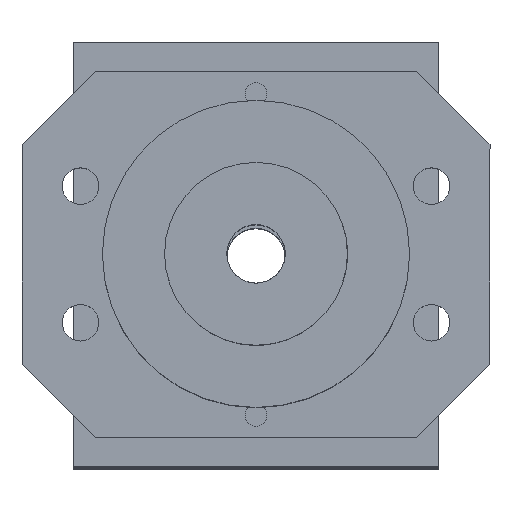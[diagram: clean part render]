
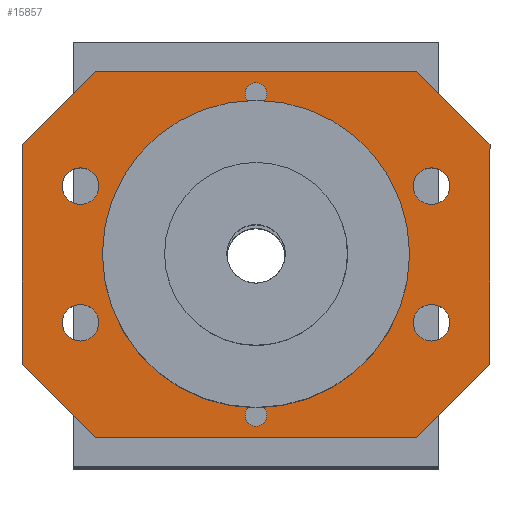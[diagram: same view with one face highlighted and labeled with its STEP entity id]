
A CAD part, top view. The second image highlights one B-rep face of the part: STEP entity #15857.
In plain terms, the highlighted planar face has unit normal (0, 0, 1).
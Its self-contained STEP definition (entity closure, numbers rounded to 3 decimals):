
#256=FACE_BOUND('',#1426,.T.);
#257=FACE_BOUND('',#1427,.T.);
#258=FACE_BOUND('',#1428,.T.);
#259=FACE_BOUND('',#1429,.T.);
#260=FACE_BOUND('',#1430,.T.);
#261=FACE_BOUND('',#1431,.T.);
#262=FACE_BOUND('',#1432,.T.);
#384=PLANE('',#16991);
#495=FACE_OUTER_BOUND('',#1425,.T.);
#1425=EDGE_LOOP('',(#10151,#10152,#10153,#10154,#10155,#10156,#10157,#10158));
#1426=EDGE_LOOP('',(#10159));
#1427=EDGE_LOOP('',(#10160));
#1428=EDGE_LOOP('',(#10161));
#1429=EDGE_LOOP('',(#10162));
#1430=EDGE_LOOP('',(#10163));
#1431=EDGE_LOOP('',(#10164));
#1432=EDGE_LOOP('',(#10165));
#2420=LINE('',#25628,#3304);
#2424=LINE('',#25636,#3308);
#2427=LINE('',#25642,#3311);
#2430=LINE('',#25648,#3314);
#2433=LINE('',#25654,#3317);
#2436=LINE('',#25660,#3320);
#2439=LINE('',#25666,#3323);
#2442=LINE('',#25671,#3326);
#3304=VECTOR('',#19643,10.);
#3308=VECTOR('',#19649,10.);
#3311=VECTOR('',#19654,10.);
#3314=VECTOR('',#19659,10.);
#3317=VECTOR('',#19664,10.);
#3320=VECTOR('',#19669,10.);
#3323=VECTOR('',#19674,10.);
#3326=VECTOR('',#19679,10.);
#4186=CIRCLE('',#16959,2.5);
#4188=CIRCLE('',#16962,1.5);
#4190=CIRCLE('',#16965,2.5);
#4192=CIRCLE('',#16968,2.5);
#4194=CIRCLE('',#16971,1.5);
#4196=CIRCLE('',#16974,2.5);
#4199=CIRCLE('',#16988,9.1);
#5806=VERTEX_POINT('',#25592);
#5808=VERTEX_POINT('',#25598);
#5810=VERTEX_POINT('',#25604);
#5812=VERTEX_POINT('',#25610);
#5814=VERTEX_POINT('',#25616);
#5816=VERTEX_POINT('',#25622);
#5817=VERTEX_POINT('',#25626);
#5818=VERTEX_POINT('',#25627);
#5821=VERTEX_POINT('',#25635);
#5823=VERTEX_POINT('',#25641);
#5825=VERTEX_POINT('',#25647);
#5827=VERTEX_POINT('',#25653);
#5829=VERTEX_POINT('',#25659);
#5831=VERTEX_POINT('',#25665);
#5835=VERTEX_POINT('',#25680);
#7504=EDGE_CURVE('',#5806,#5806,#4186,.T.);
#7507=EDGE_CURVE('',#5808,#5808,#4188,.T.);
#7510=EDGE_CURVE('',#5810,#5810,#4190,.T.);
#7513=EDGE_CURVE('',#5812,#5812,#4192,.T.);
#7516=EDGE_CURVE('',#5814,#5814,#4194,.T.);
#7519=EDGE_CURVE('',#5816,#5816,#4196,.T.);
#7520=EDGE_CURVE('',#5817,#5818,#2420,.T.);
#7524=EDGE_CURVE('',#5821,#5818,#2424,.T.);
#7527=EDGE_CURVE('',#5823,#5821,#2427,.T.);
#7530=EDGE_CURVE('',#5825,#5823,#2430,.T.);
#7533=EDGE_CURVE('',#5825,#5827,#2433,.T.);
#7536=EDGE_CURVE('',#5829,#5827,#2436,.T.);
#7539=EDGE_CURVE('',#5831,#5829,#2439,.T.);
#7542=EDGE_CURVE('',#5817,#5831,#2442,.T.);
#7546=EDGE_CURVE('',#5835,#5835,#4199,.T.);
#10151=ORIENTED_EDGE('',*,*,#7542,.F.);
#10152=ORIENTED_EDGE('',*,*,#7520,.T.);
#10153=ORIENTED_EDGE('',*,*,#7524,.F.);
#10154=ORIENTED_EDGE('',*,*,#7527,.F.);
#10155=ORIENTED_EDGE('',*,*,#7530,.F.);
#10156=ORIENTED_EDGE('',*,*,#7533,.T.);
#10157=ORIENTED_EDGE('',*,*,#7536,.F.);
#10158=ORIENTED_EDGE('',*,*,#7539,.F.);
#10159=ORIENTED_EDGE('',*,*,#7504,.T.);
#10160=ORIENTED_EDGE('',*,*,#7507,.T.);
#10161=ORIENTED_EDGE('',*,*,#7510,.T.);
#10162=ORIENTED_EDGE('',*,*,#7513,.T.);
#10163=ORIENTED_EDGE('',*,*,#7516,.T.);
#10164=ORIENTED_EDGE('',*,*,#7519,.T.);
#10165=ORIENTED_EDGE('',*,*,#7546,.T.);
#15857=ADVANCED_FACE('',(#495,#256,#257,#258,#259,#260,#261,#262),#384,
 .T.);
#16959=AXIS2_PLACEMENT_3D('',#25594,#19604,#19605);
#16962=AXIS2_PLACEMENT_3D('',#25600,#19611,#19612);
#16965=AXIS2_PLACEMENT_3D('',#25606,#19618,#19619);
#16968=AXIS2_PLACEMENT_3D('',#25612,#19625,#19626);
#16971=AXIS2_PLACEMENT_3D('',#25618,#19632,#19633);
#16974=AXIS2_PLACEMENT_3D('',#25624,#19639,#19640);
#16988=AXIS2_PLACEMENT_3D('',#25681,#19691,#19692);
#16991=AXIS2_PLACEMENT_3D('',#25687,#19700,#19701);
#19604=DIRECTION('center_axis',(0.,0.,-1.));
#19605=DIRECTION('ref_axis',(-1.,0.,0.));
#19611=DIRECTION('center_axis',(0.,0.,-1.));
#19612=DIRECTION('ref_axis',(-1.,0.,0.));
#19618=DIRECTION('center_axis',(0.,0.,-1.));
#19619=DIRECTION('ref_axis',(-1.,0.,0.));
#19625=DIRECTION('center_axis',(0.,0.,-1.));
#19626=DIRECTION('ref_axis',(-1.,0.,0.));
#19632=DIRECTION('center_axis',(0.,0.,-1.));
#19633=DIRECTION('ref_axis',(-1.,0.,0.));
#19639=DIRECTION('center_axis',(0.,0.,-1.));
#19640=DIRECTION('ref_axis',(-1.,0.,0.));
#19643=DIRECTION('',(-0.707,0.707,0.));
#19649=DIRECTION('',(1.,0.,0.));
#19654=DIRECTION('',(0.707,0.707,0.));
#19659=DIRECTION('',(0.,1.,0.));
#19664=DIRECTION('',(0.707,-0.707,0.));
#19669=DIRECTION('',(-1.,0.,0.));
#19674=DIRECTION('',(-0.707,-0.707,0.));
#19679=DIRECTION('',(0.,-1.,0.));
#19691=DIRECTION('center_axis',(0.,0.,-1.));
#19692=DIRECTION('ref_axis',(-1.,0.,0.));
#19700=DIRECTION('center_axis',(0.,0.,1.));
#19701=DIRECTION('ref_axis',(-1.,0.,0.));
#25592=CARTESIAN_POINT('',(-21.5,-9.343,244.25));
#25594=CARTESIAN_POINT('Origin',(-24.,-9.343,244.25));
#25598=CARTESIAN_POINT('',(1.5,-22.,244.25));
#25600=CARTESIAN_POINT('Origin',(0.,-22.,
244.25));
#25604=CARTESIAN_POINT('',(-21.5,9.343,244.25));
#25606=CARTESIAN_POINT('Origin',(-24.,9.343,244.25));
#25610=CARTESIAN_POINT('',(26.5,9.343,244.25));
#25612=CARTESIAN_POINT('Origin',(24.,9.343,244.25));
#25616=CARTESIAN_POINT('',(1.5,22.,244.25));
#25618=CARTESIAN_POINT('Origin',(0.,22.,
244.25));
#25622=CARTESIAN_POINT('',(26.5,-9.343,244.25));
#25624=CARTESIAN_POINT('Origin',(24.,-9.343,244.25));
#25626=CARTESIAN_POINT('',(32.,15.,244.25));
#25627=CARTESIAN_POINT('',(22.,25.,244.25));
#25628=CARTESIAN_POINT('',(32.,15.,244.25));
#25635=CARTESIAN_POINT('',(-22.,25.,244.25));
#25636=CARTESIAN_POINT('',(-48.172,25.,244.25));
#25641=CARTESIAN_POINT('',(-32.,15.,244.25));
#25642=CARTESIAN_POINT('',(-32.,15.,244.25));
#25647=CARTESIAN_POINT('',(-32.,-15.,244.25));
#25648=CARTESIAN_POINT('',(-32.,-15.,244.25));
#25653=CARTESIAN_POINT('',(-22.,-25.,244.25));
#25654=CARTESIAN_POINT('',(-32.,-15.,244.25));
#25659=CARTESIAN_POINT('',(22.,-25.,244.25));
#25660=CARTESIAN_POINT('',(48.172,-25.,244.25));
#25665=CARTESIAN_POINT('',(32.,-15.,244.25));
#25666=CARTESIAN_POINT('',(32.,-15.,244.25));
#25671=CARTESIAN_POINT('',(32.,15.,244.25));
#25680=CARTESIAN_POINT('',(9.1,0.,244.25));
#25681=CARTESIAN_POINT('Origin',(0.,0.,244.25));
#25687=CARTESIAN_POINT('Origin',(0.,0.,244.25));
